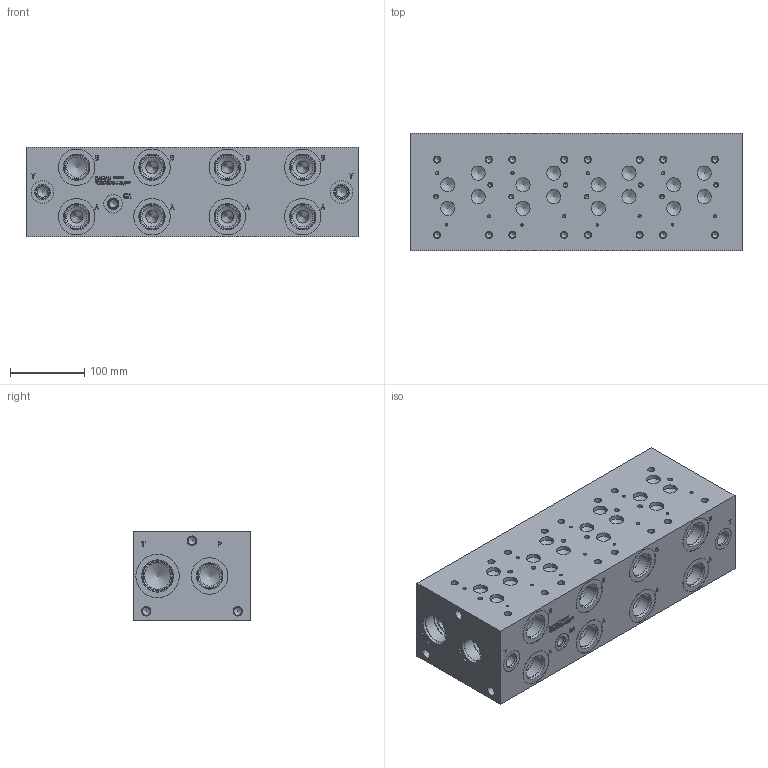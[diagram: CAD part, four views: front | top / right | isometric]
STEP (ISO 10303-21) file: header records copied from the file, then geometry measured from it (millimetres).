
FILE_DESCRIPTION(/* description */ (''),/* implementation_level */ '2;1');
FILE_NAME(/* name */ '_D07HP044S_P_.stp',/* time_stamp */ '2021-07-15T14:47:45-04:00',/* author */ ('anthonyv'),/* organization */ (''),/* preprocessor_version */ 'ST-DEVELOPER v18.1',/* originating_system */ 'Autodesk Inventor 2021',/* authorisation */ '');
FILE_SCHEMA (('AUTOMOTIVE_DESIGN { 1 0 10303 214 3 1 1 }'));
Length unit declared in the file: millimetre
Products named in the file (1): Part_AD07HP044S_S_3D
Bounding box: 447.65 x 158.75 x 120.65 mm (x, y, z)
Volume: 8070018.7 mm3; surface area: 368634 mm2
Topology: 1 solids, 1 shells, 980 faces, 2651 edges, 1796 vertices
Faces by surface type: plane 517, cylinder 171, bspline 158, cone 134
Full cylindrical faces by diameter (mm): 3.175 x4, 4.343 x8, 5.105 x8, 6.35 x8, 7.925 x16, 9.525 x16, 10.719 x7, 12.7 x6, 12.9 x1, 14.275 x3, 14.529 x1, 17.501 x2, 19.05 x18, 19.253 x2, 25.019 x1, 27 x10, 30.632 x2, 31.267 x10, 33.34 x2, 33.35 x8, 33.757 x10, 35.509 x8, 35.712 x2, 39.218 x2, 41.275 x1, 41.28 x1, 41.758 x1, 43.51 x1, 49.124 x10, 58.572 x2
Entity records: 32077 total; most frequent: CARTESIAN_POINT 7409, ORIENTED_EDGE 5156, DIRECTION 4531, EDGE_CURVE 2578, VERTEX_POINT 1796, LINE 1639, VECTOR 1639, AXIS2_PLACEMENT_3D 1446
